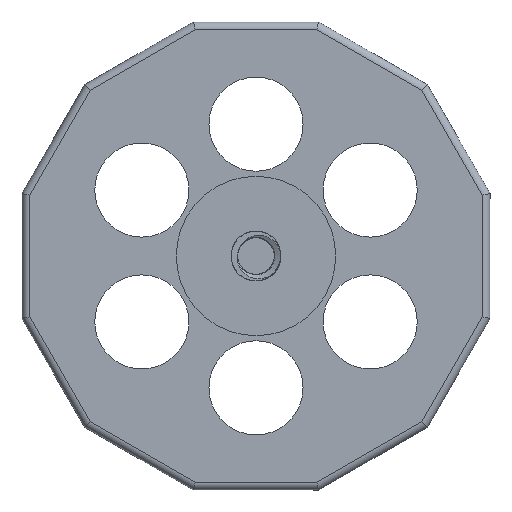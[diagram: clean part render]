
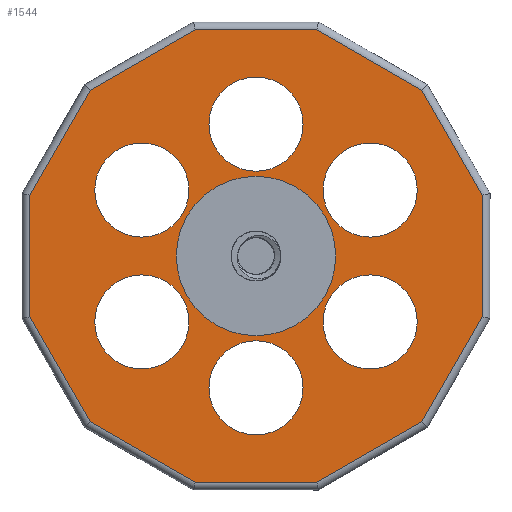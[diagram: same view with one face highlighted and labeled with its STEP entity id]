
A CAD part, front view. The second image highlights one B-rep face of the part: STEP entity #1544.
In plain terms, the highlighted planar face has unit normal (0, -1, 0).
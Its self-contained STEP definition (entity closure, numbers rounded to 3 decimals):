
#81=FACE_BOUND('',#263,.T.);
#82=FACE_BOUND('',#264,.T.);
#83=FACE_BOUND('',#265,.T.);
#84=FACE_BOUND('',#266,.T.);
#85=FACE_BOUND('',#267,.T.);
#86=FACE_BOUND('',#268,.T.);
#87=FACE_BOUND('',#269,.T.);
#106=PLANE('',#1687);
#170=FACE_OUTER_BOUND('',#262,.T.);
#262=EDGE_LOOP('',(#1132,#1133,#1134,#1135,#1136,#1137,#1138,#1139,#1140,
#1141,#1142,#1143));
#263=EDGE_LOOP('',(#1144));
#264=EDGE_LOOP('',(#1145));
#265=EDGE_LOOP('',(#1146));
#266=EDGE_LOOP('',(#1147));
#267=EDGE_LOOP('',(#1148));
#268=EDGE_LOOP('',(#1149));
#269=EDGE_LOOP('',(#1150));
#350=LINE('',#2222,#498);
#352=LINE('',#2230,#500);
#354=LINE('',#2236,#502);
#356=LINE('',#2243,#504);
#359=LINE('',#2253,#507);
#361=LINE('',#2259,#509);
#362=LINE('',#2262,#510);
#365=LINE('',#2268,#513);
#367=LINE('',#2274,#515);
#369=LINE('',#2280,#517);
#371=LINE('',#2286,#519);
#373=LINE('',#2290,#521);
#498=VECTOR('',#1824,10.);
#500=VECTOR('',#1832,10.);
#502=VECTOR('',#1838,10.);
#504=VECTOR('',#1844,10.);
#507=VECTOR('',#1853,10.);
#509=VECTOR('',#1859,10.);
#510=VECTOR('',#1864,10.);
#513=VECTOR('',#1869,10.);
#515=VECTOR('',#1875,10.);
#517=VECTOR('',#1881,10.);
#519=VECTOR('',#1887,10.);
#521=VECTOR('',#1893,10.);
#638=CIRCLE('',#1632,7.5);
#640=CIRCLE('',#1635,7.5);
#642=CIRCLE('',#1638,7.5);
#644=CIRCLE('',#1641,7.5);
#646=CIRCLE('',#1644,7.5);
#648=CIRCLE('',#1647,7.5);
#653=CIRCLE('',#1655,12.7);
#658=VERTEX_POINT('',#2170);
#660=VERTEX_POINT('',#2176);
#662=VERTEX_POINT('',#2182);
#664=VERTEX_POINT('',#2188);
#666=VERTEX_POINT('',#2194);
#668=VERTEX_POINT('',#2200);
#673=VERTEX_POINT('',#2215);
#674=VERTEX_POINT('',#2220);
#675=VERTEX_POINT('',#2221);
#678=VERTEX_POINT('',#2229);
#680=VERTEX_POINT('',#2235);
#682=VERTEX_POINT('',#2241);
#683=VERTEX_POINT('',#2242);
#687=VERTEX_POINT('',#2252);
#689=VERTEX_POINT('',#2258);
#691=VERTEX_POINT('',#2267);
#693=VERTEX_POINT('',#2273);
#695=VERTEX_POINT('',#2279);
#697=VERTEX_POINT('',#2285);
#800=EDGE_CURVE('',#658,#658,#638,.T.);
#803=EDGE_CURVE('',#660,#660,#640,.T.);
#806=EDGE_CURVE('',#662,#662,#642,.T.);
#809=EDGE_CURVE('',#664,#664,#644,.T.);
#812=EDGE_CURVE('',#666,#666,#646,.T.);
#815=EDGE_CURVE('',#668,#668,#648,.T.);
#823=EDGE_CURVE('',#673,#673,#653,.T.);
#824=EDGE_CURVE('',#674,#675,#350,.T.);
#828=EDGE_CURVE('',#675,#678,#352,.T.);
#831=EDGE_CURVE('',#678,#680,#354,.T.);
#834=EDGE_CURVE('',#682,#683,#356,.T.);
#839=EDGE_CURVE('',#683,#687,#359,.T.);
#842=EDGE_CURVE('',#687,#689,#361,.T.);
#844=EDGE_CURVE('',#680,#682,#362,.T.);
#847=EDGE_CURVE('',#689,#691,#365,.T.);
#850=EDGE_CURVE('',#691,#693,#367,.T.);
#853=EDGE_CURVE('',#693,#695,#369,.T.);
#856=EDGE_CURVE('',#695,#697,#371,.T.);
#859=EDGE_CURVE('',#697,#674,#373,.T.);
#1132=ORIENTED_EDGE('',*,*,#834,.F.);
#1133=ORIENTED_EDGE('',*,*,#844,.F.);
#1134=ORIENTED_EDGE('',*,*,#831,.F.);
#1135=ORIENTED_EDGE('',*,*,#828,.F.);
#1136=ORIENTED_EDGE('',*,*,#824,.F.);
#1137=ORIENTED_EDGE('',*,*,#859,.F.);
#1138=ORIENTED_EDGE('',*,*,#856,.F.);
#1139=ORIENTED_EDGE('',*,*,#853,.F.);
#1140=ORIENTED_EDGE('',*,*,#850,.F.);
#1141=ORIENTED_EDGE('',*,*,#847,.F.);
#1142=ORIENTED_EDGE('',*,*,#842,.F.);
#1143=ORIENTED_EDGE('',*,*,#839,.F.);
#1144=ORIENTED_EDGE('',*,*,#800,.T.);
#1145=ORIENTED_EDGE('',*,*,#803,.T.);
#1146=ORIENTED_EDGE('',*,*,#806,.T.);
#1147=ORIENTED_EDGE('',*,*,#809,.T.);
#1148=ORIENTED_EDGE('',*,*,#812,.T.);
#1149=ORIENTED_EDGE('',*,*,#815,.T.);
#1150=ORIENTED_EDGE('',*,*,#823,.T.);
#1544=ADVANCED_FACE('',(#170,#81,#82,#83,#84,#85,#86,#87),#106,.F.);
#1632=AXIS2_PLACEMENT_3D('',#2171,#1764,#1765);
#1635=AXIS2_PLACEMENT_3D('',#2177,#1771,#1772);
#1638=AXIS2_PLACEMENT_3D('',#2183,#1778,#1779);
#1641=AXIS2_PLACEMENT_3D('',#2189,#1785,#1786);
#1644=AXIS2_PLACEMENT_3D('',#2195,#1792,#1793);
#1647=AXIS2_PLACEMENT_3D('',#2201,#1799,#1800);
#1655=AXIS2_PLACEMENT_3D('',#2217,#1818,#1819);
#1687=AXIS2_PLACEMENT_3D('',#2317,#1919,#1920);
#1764=DIRECTION('center_axis',(0.,1.,0.));
#1765=DIRECTION('ref_axis',(1.,0.,0.));
#1771=DIRECTION('center_axis',(0.,1.,0.));
#1772=DIRECTION('ref_axis',(1.,0.,0.));
#1778=DIRECTION('center_axis',(0.,1.,0.));
#1779=DIRECTION('ref_axis',(1.,0.,0.));
#1785=DIRECTION('center_axis',(0.,1.,0.));
#1786=DIRECTION('ref_axis',(1.,0.,0.));
#1792=DIRECTION('center_axis',(0.,1.,0.));
#1793=DIRECTION('ref_axis',(1.,0.,0.));
#1799=DIRECTION('center_axis',(0.,1.,0.));
#1800=DIRECTION('ref_axis',(1.,0.,0.));
#1818=DIRECTION('center_axis',(0.,1.,0.));
#1819=DIRECTION('ref_axis',(1.,0.,0.));
#1824=DIRECTION('',(-0.5,0.,-0.866));
#1832=DIRECTION('',(-0.866,0.,-0.5));
#1838=DIRECTION('',(-1.,0.,0.));
#1844=DIRECTION('',(-0.5,0.,0.866));
#1853=DIRECTION('',(0.,0.,1.));
#1859=DIRECTION('',(0.5,0.,0.866));
#1864=DIRECTION('',(-0.866,0.,0.5));
#1869=DIRECTION('',(0.866,0.,0.5));
#1875=DIRECTION('',(1.,0.,0.));
#1881=DIRECTION('',(0.866,0.,-0.5));
#1887=DIRECTION('',(0.5,0.,-0.866));
#1893=DIRECTION('',(0.,0.,-1.));
#1919=DIRECTION('center_axis',(0.,1.,0.));
#1920=DIRECTION('ref_axis',(0.,0.,1.));
#2170=CARTESIAN_POINT('',(-25.687,0.,-10.5));
#2171=CARTESIAN_POINT('Origin',(-18.187,0.,-10.5));
#2176=CARTESIAN_POINT('',(-7.5,0.,21.));
#2177=CARTESIAN_POINT('Origin',(0.,0.,21.));
#2182=CARTESIAN_POINT('',(10.687,0.,-10.5));
#2183=CARTESIAN_POINT('Origin',(18.187,0.,-10.5));
#2188=CARTESIAN_POINT('',(-7.5,0.,-21.));
#2189=CARTESIAN_POINT('Origin',(0.,0.,-21.));
#2194=CARTESIAN_POINT('',(-25.687,0.,10.5));
#2195=CARTESIAN_POINT('Origin',(-18.187,0.,10.5));
#2200=CARTESIAN_POINT('',(10.687,0.,10.5));
#2201=CARTESIAN_POINT('Origin',(18.187,0.,10.5));
#2215=CARTESIAN_POINT('',(-12.7,0.,0.));
#2217=CARTESIAN_POINT('Origin',(0.,0.,0.));
#2220=CARTESIAN_POINT('',(36.075,0.,-9.666));
#2221=CARTESIAN_POINT('',(26.409,0.,-26.409));
#2222=CARTESIAN_POINT('',(33.739,0.,-13.713));
#2229=CARTESIAN_POINT('',(9.666,0.,-36.075));
#2230=CARTESIAN_POINT('',(22.362,0.,-28.745));
#2235=CARTESIAN_POINT('',(-9.666,0.,-36.075));
#2236=CARTESIAN_POINT('',(4.994,0.,-36.075));
#2241=CARTESIAN_POINT('',(-26.409,0.,-26.409));
#2242=CARTESIAN_POINT('',(-36.075,0.,-9.666));
#2243=CARTESIAN_POINT('',(-28.745,0.,-22.362));
#2252=CARTESIAN_POINT('',(-36.075,0.,9.666));
#2253=CARTESIAN_POINT('',(-36.075,0.,-4.994));
#2258=CARTESIAN_POINT('',(-26.409,0.,26.409));
#2259=CARTESIAN_POINT('',(-33.739,0.,13.713));
#2262=CARTESIAN_POINT('',(-13.713,0.,-33.739));
#2267=CARTESIAN_POINT('',(-9.666,0.,36.075));
#2268=CARTESIAN_POINT('',(-22.362,0.,28.745));
#2273=CARTESIAN_POINT('',(9.666,0.,36.075));
#2274=CARTESIAN_POINT('',(-4.994,0.,36.075));
#2279=CARTESIAN_POINT('',(26.409,0.,26.409));
#2280=CARTESIAN_POINT('',(13.713,0.,33.739));
#2285=CARTESIAN_POINT('',(36.075,0.,9.666));
#2286=CARTESIAN_POINT('',(28.745,0.,22.362));
#2290=CARTESIAN_POINT('',(36.075,0.,4.994));
#2317=CARTESIAN_POINT('Origin',(0.,0.,0.));
